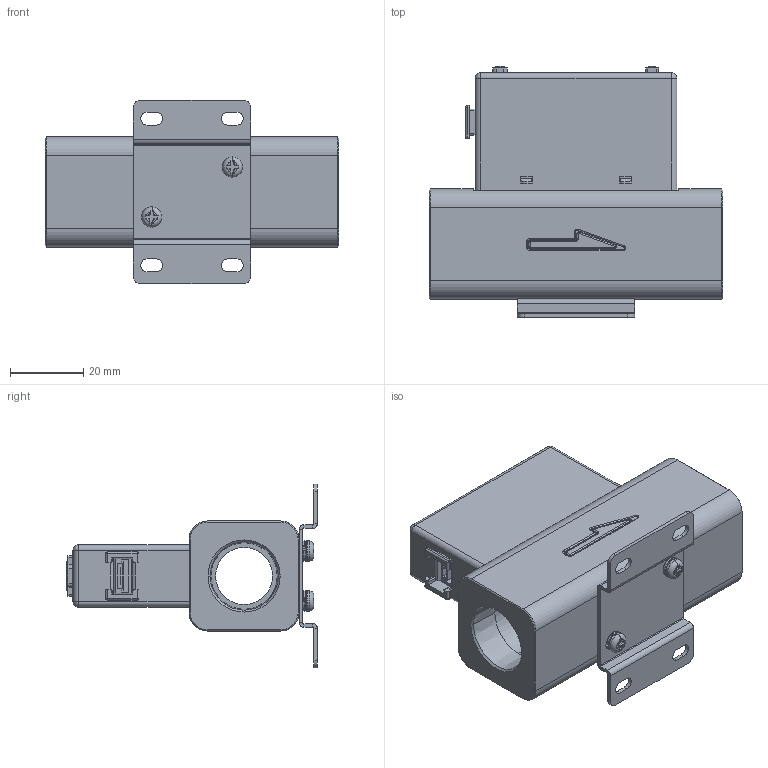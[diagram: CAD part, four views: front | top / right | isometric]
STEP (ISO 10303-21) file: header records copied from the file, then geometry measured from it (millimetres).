
FILE_DESCRIPTION((''),'2;1');
FILE_NAME('KF02_KFP02-500_1000L-0706_ASM','2021-07-06T',('Yahsin'),(''),'CREO PARAMETRIC BY PTC INC, 2014500','CREO PARAMETRIC BY PTC INC, 2014500','');
FILE_SCHEMA(('CONFIG_CONTROL_DESIGN'));
Length unit declared in the file: millimetre
Products named in the file (5): KF02-1000L_SW0001-0706; I-0517-A1-1000L-HOLDER; SCR-0152-A1; BT-27-1000L_ASM; KF02_KFP02-500_1000L-0706_ASM
Assembly tree (5 placements, depth 3):
  KF02_KFP02-500_1000L-0706_ASM
    KF02-1000L_SW0001-0706
    BT-27-1000L_ASM
      I-0517-A1-1000L-HOLDER
      SCR-0152-A1  x2
Bounding box: 80 x 68.4 x 50 mm (x, y, z)
Volume: 82725 mm3; surface area: 24320.9 mm2
Topology: 6 solids, 6 shells, 682 faces, 1772 edges, 1134 vertices
Faces by surface type: plane 389, cylinder 158, bspline 61, torus 36, cone 30, sphere 8
Entity records: 22188 total; most frequent: CARTESIAN_POINT 7413, ORIENTED_EDGE 3130, DIRECTION 2908, EDGE_CURVE 1565, VECTOR 1100, LINE 1100, VERTEX_POINT 1001, AXIS2_PLACEMENT_3D 904
